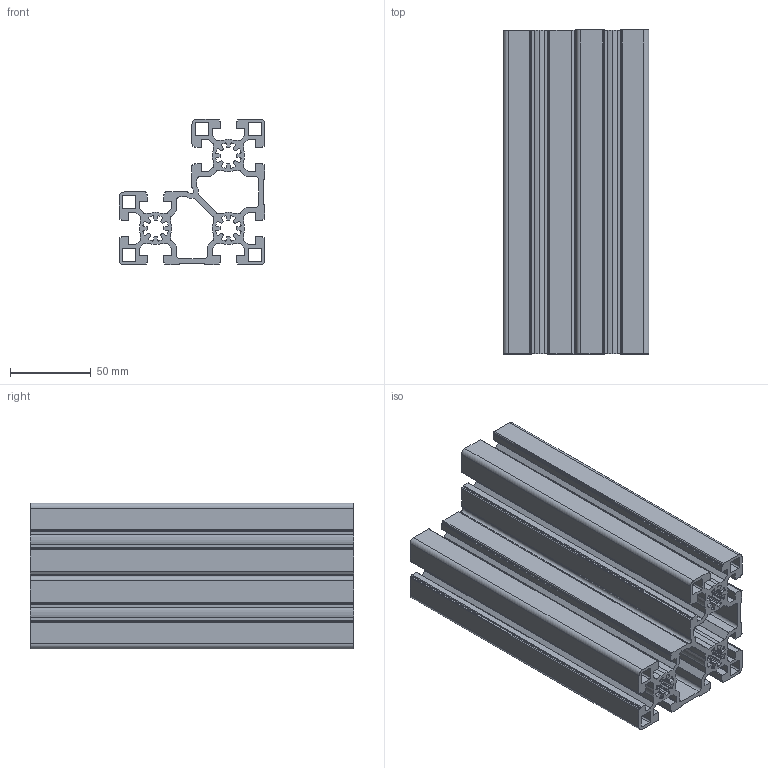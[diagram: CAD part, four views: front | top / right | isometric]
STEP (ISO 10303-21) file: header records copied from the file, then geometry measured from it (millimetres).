
FILE_DESCRIPTION (( 'STEP AP203' ), '1' );
FILE_NAME ('411992387_c_1.STEP', '2022-10-23T12:00:17', ( '' ), ( '' ), 'SwSTEP 2.0', 'SolidWorks 2014', '' );
FILE_SCHEMA (( 'CONFIG_CONTROL_DESIGN' ));
Length unit declared in the file: millimetre
Products named in the file (1): 411992387_c_1
Bounding box: 90 x 200 x 90 mm (x, y, z)
Volume: 420250.5 mm3; surface area: 270095 mm2
Topology: 1 solids, 1 shells, 604 faces, 1806 edges, 1204 vertices
Faces by surface type: cylinder 368, plane 236
Entity records: 20743 total; most frequent: DIRECTION 3752, CARTESIAN_POINT 3615, ORIENTED_EDGE 3612, EDGE_CURVE 1806, AXIS2_PLACEMENT_3D 1341, VERTEX_POINT 1204, VECTOR 1070, LINE 1070
